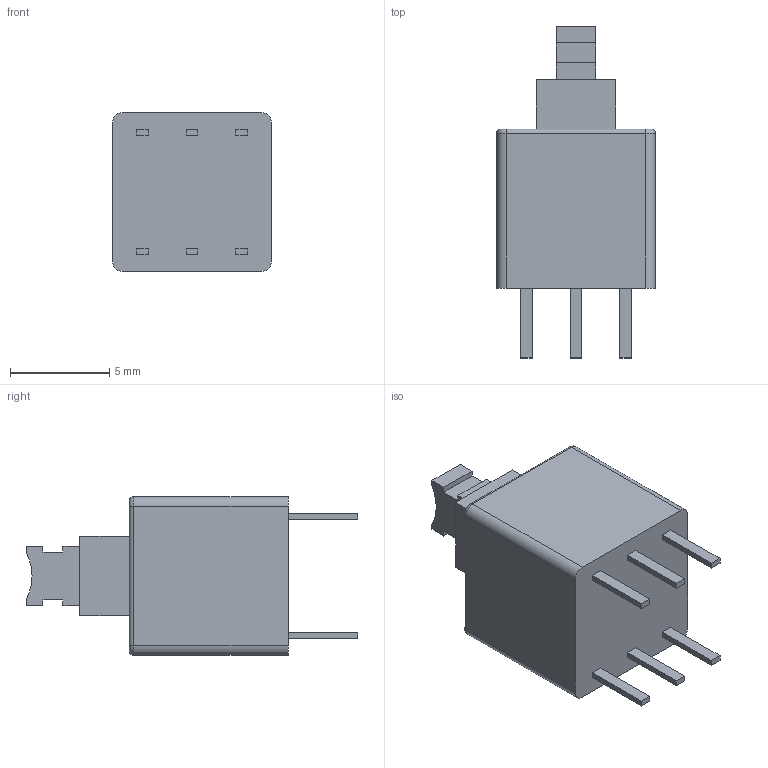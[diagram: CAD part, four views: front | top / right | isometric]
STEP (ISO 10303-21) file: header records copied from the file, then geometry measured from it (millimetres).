
FILE_DESCRIPTION (( 'STEP AP203' ), '1' );
FILE_NAME ('扱闀罻 B170G(B170H).STEP', '2014-04-28T09:46:38', ( '' ), ( '' ), 'SwSTEP 2.0', 'SolidWorks 2012', '' );
FILE_SCHEMA (( 'CONFIG_CONTROL_DESIGN' ));
Length unit declared in the file: millimetre
Products named in the file (1): 扱闀罻 B170G(B170H)
Bounding box: 8 x 16.7 x 8 mm (x, y, z)
Volume: 567.8 mm3; surface area: 479.3 mm2
Topology: 1 solids, 1 shells, 68 faces, 166 edges, 108 vertices
Faces by surface type: plane 55, cylinder 9, torus 4
Entity records: 2045 total; most frequent: CARTESIAN_POINT 343, ORIENTED_EDGE 332, DIRECTION 326, EDGE_CURVE 166, LINE 144, VECTOR 144, VERTEX_POINT 108, AXIS2_PLACEMENT_3D 91
